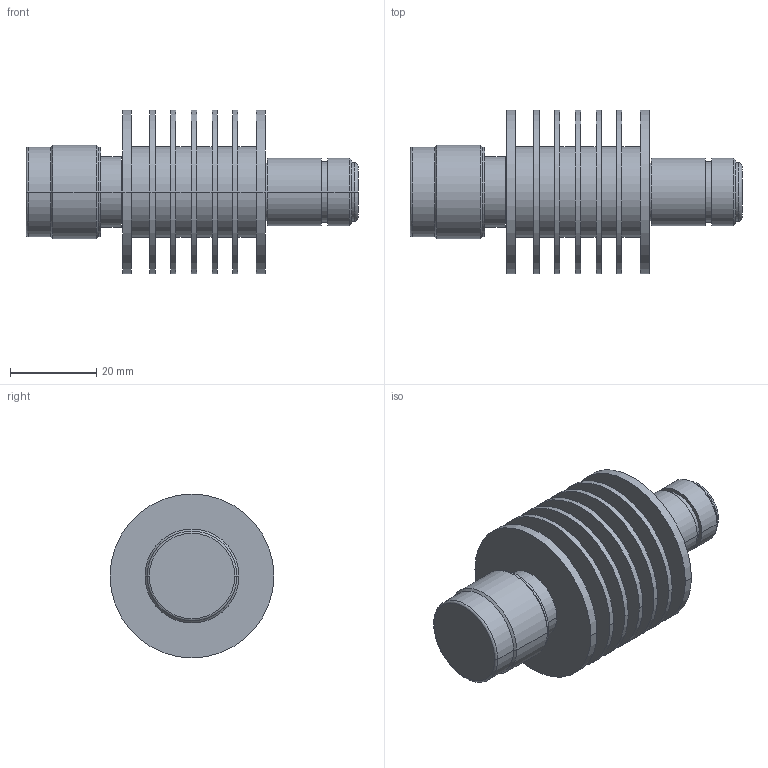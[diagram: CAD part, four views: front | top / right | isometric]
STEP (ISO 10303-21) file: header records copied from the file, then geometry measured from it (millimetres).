
FILE_DESCRIPTION (( 'STEP AP214' ), '1' );
FILE_NAME ('FMAT7464-40_3D.step', '2025-04-03T19:32:09', ( '' ), ( '' ), 'SwSTEP 2.0', 'SolidWorks 2022', '' );
FILE_SCHEMA (( 'AUTOMOTIVE_DESIGN' ));
Length unit declared in the file: millimetre
Products named in the file (1): FMAT7464-40_3D
Bounding box: 77 x 38 x 38 mm (x, y, z)
Volume: 30602.6 mm3; surface area: 17457 mm2
Topology: 1 solids, 1 shells, 78 faces, 154 edges, 98 vertices
Faces by surface type: cylinder 46, plane 22, cone 6, torus 4
Entity records: 2082 total; most frequent: DIRECTION 414, CARTESIAN_POINT 331, ORIENTED_EDGE 308, AXIS2_PLACEMENT_3D 181, EDGE_CURVE 154, CIRCLE 102, EDGE_LOOP 98, VERTEX_POINT 98
